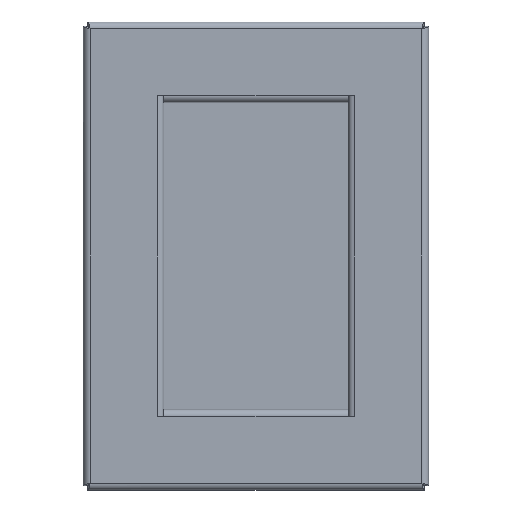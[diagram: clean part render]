
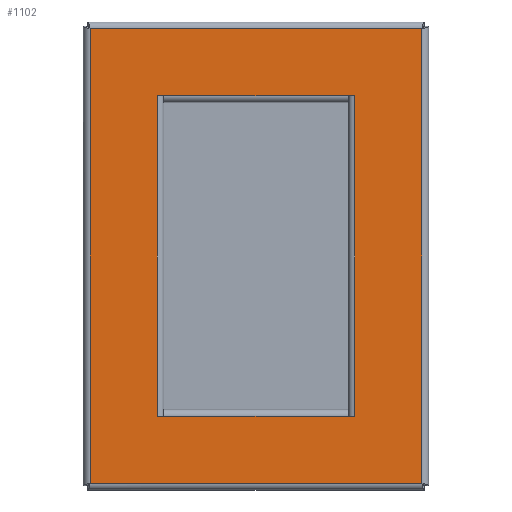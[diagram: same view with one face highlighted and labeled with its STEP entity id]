
A CAD part, front view. The second image highlights one B-rep face of the part: STEP entity #1102.
In plain terms, the highlighted planar face has unit normal (0, -1, 0).
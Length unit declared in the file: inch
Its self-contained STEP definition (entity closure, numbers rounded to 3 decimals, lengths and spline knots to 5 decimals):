
#86 = VECTOR ( 'NONE', #5616, 39.37008 ) ;
#88 = CARTESIAN_POINT ( 'NONE',  ( -1.608, 0., 2.60792 ) ) ;
#113 = CARTESIAN_POINT ( 'NONE',  ( 1.608, 0., -2.608 ) ) ;
#122 = VERTEX_POINT ( 'NONE', #5637 ) ;
#173 = EDGE_CURVE ( 'NONE', #6338, #4085, #6345, .T. ) ;
#259 = DIRECTION ( 'NONE',  ( 0., 0., -1. ) ) ;
#264 = VERTEX_POINT ( 'NONE', #6478 ) ;
#282 = FACE_OUTER_BOUND ( 'NONE', #5391, .T. ) ;
#438 = LINE ( 'NONE', #5664, #2264 ) ;
#453 = LINE ( 'NONE', #2545, #4344 ) ;
#595 = EDGE_CURVE ( 'NONE', #5259, #122, #3139, .T. ) ;
#626 = EDGE_CURVE ( 'NONE', #3204, #4612, #5047, .T. ) ;
#668 = EDGE_CURVE ( 'NONE', #956, #3603, #4976, .T. ) ;
#737 = EDGE_CURVE ( 'NONE', #4232, #3204, #3989, .T. ) ;
#814 = EDGE_CURVE ( 'NONE', #122, #6338, #4704, .T. ) ;
#956 = VERTEX_POINT ( 'NONE', #2747 ) ;
#985 = DIRECTION ( 'NONE',  ( 0., 0., -1. ) ) ;
#992 = ORIENTED_EDGE ( 'NONE', *, *, #814, .T. ) ;
#1086 = ORIENTED_EDGE ( 'NONE', *, *, #737, .T. ) ;
#1102 = ADVANCED_FACE ( 'NONE', ( #4464, #282 ), #4361, .T. ) ;
#1161 = DIRECTION ( 'NONE',  ( 0., 0., 1. ) ) ;
#1204 = CARTESIAN_POINT ( 'NONE',  ( -1.608, 0., 2.608 ) ) ;
#1250 = ORIENTED_EDGE ( 'NONE', *, *, #3115, .T. ) ;
#1275 = CARTESIAN_POINT ( 'NONE',  ( 2.7045, 0., 3.7045 ) ) ;
#1332 = CARTESIAN_POINT ( 'NONE',  ( -1.49992, 0., 2.608 ) ) ;
#1357 = DIRECTION ( 'NONE',  ( -1., 0., 0. ) ) ;
#1431 = EDGE_CURVE ( 'NONE', #3635, #2005, #5484, .T. ) ;
#1503 = CARTESIAN_POINT ( 'NONE',  ( -2.7045, 0., -3.7045 ) ) ;
#1530 = EDGE_CURVE ( 'NONE', #2005, #5508, #2959, .T. ) ;
#1618 = VECTOR ( 'NONE', #1161, 39.37008 ) ;
#1705 = DIRECTION ( 'NONE',  ( -1., 0., 0. ) ) ;
#1747 = ORIENTED_EDGE ( 'NONE', *, *, #2430, .T. ) ;
#1844 = LINE ( 'NONE', #1332, #5011 ) ;
#1933 = CARTESIAN_POINT ( 'NONE',  ( 1.49992, 0., -2.608 ) ) ;
#1997 = DIRECTION ( 'NONE',  ( 1., 0., 0. ) ) ;
#2005 = VERTEX_POINT ( 'NONE', #6605 ) ;
#2056 = DIRECTION ( 'NONE',  ( 0., 0., 1. ) ) ;
#2151 = DIRECTION ( 'NONE',  ( 1., 0., 0. ) ) ;
#2158 = DIRECTION ( 'NONE',  ( 0., 0., 1. ) ) ;
#2213 = LINE ( 'NONE', #3271, #3604 ) ;
#2264 = VECTOR ( 'NONE', #985, 39.37008 ) ;
#2430 = EDGE_CURVE ( 'NONE', #3176, #4232, #3789, .T. ) ;
#2444 = CARTESIAN_POINT ( 'NONE',  ( -1.49992, 0., 2.608 ) ) ;
#2536 = ORIENTED_EDGE ( 'NONE', *, *, #1530, .T. ) ;
#2540 = ORIENTED_EDGE ( 'NONE', *, *, #595, .T. ) ;
#2545 = CARTESIAN_POINT ( 'NONE',  ( -2.8125, 0., -2.608 ) ) ;
#2584 = EDGE_LOOP ( 'NONE', ( #6729, #1747, #1086, #5379, #1250, #6672, #2965, #5202, #2861, #6654, #4765, #2536 ) ) ;
#2704 = VECTOR ( 'NONE', #259, 39.37008 ) ;
#2720 = EDGE_CURVE ( 'NONE', #4085, #5259, #438, .T. ) ;
#2747 = CARTESIAN_POINT ( 'NONE',  ( -1.49992, 0., -2.608 ) ) ;
#2801 = CARTESIAN_POINT ( 'NONE',  ( -1.608, 0., -3.8125 ) ) ;
#2861 = ORIENTED_EDGE ( 'NONE', *, *, #3402, .T. ) ;
#2959 = LINE ( 'NONE', #2444, #6628 ) ;
#2965 = ORIENTED_EDGE ( 'NONE', *, *, #4041, .T. ) ;
#3019 = CARTESIAN_POINT ( 'NONE',  ( 2.7045, 0., -3.8125 ) ) ;
#3115 = EDGE_CURVE ( 'NONE', #4612, #956, #453, .T. ) ;
#3127 = CARTESIAN_POINT ( 'NONE',  ( 1.49992, 0., -2.608 ) ) ;
#3139 = LINE ( 'NONE', #5226, #5865 ) ;
#3176 = VERTEX_POINT ( 'NONE', #6383 ) ;
#3204 = VERTEX_POINT ( 'NONE', #113 ) ;
#3257 = VECTOR ( 'NONE', #6118, 39.37008 ) ;
#3271 = CARTESIAN_POINT ( 'NONE',  ( 1.608, 0., -3.8125 ) ) ;
#3386 = CARTESIAN_POINT ( 'NONE',  ( -1.49992, 0., 2.608 ) ) ;
#3402 = EDGE_CURVE ( 'NONE', #5805, #3980, #6715, .T. ) ;
#3474 = EDGE_CURVE ( 'NONE', #264, #5805, #6349, .T. ) ;
#3603 = VERTEX_POINT ( 'NONE', #6476 ) ;
#3604 = VECTOR ( 'NONE', #4776, 39.37008 ) ;
#3635 = VERTEX_POINT ( 'NONE', #3386 ) ;
#3712 = VECTOR ( 'NONE', #4823, 39.37008 ) ;
#3789 = LINE ( 'NONE', #5907, #3712 ) ;
#3793 = DIRECTION ( 'NONE',  ( -1., 0., 0. ) ) ;
#3911 = VECTOR ( 'NONE', #2056, 39.37008 ) ;
#3980 = VERTEX_POINT ( 'NONE', #1204 ) ;
#3989 = LINE ( 'NONE', #5554, #2704 ) ;
#4041 = EDGE_CURVE ( 'NONE', #3603, #264, #5977, .T. ) ;
#4085 = VERTEX_POINT ( 'NONE', #5436 ) ;
#4126 = VECTOR ( 'NONE', #3793, 39.37008 ) ;
#4232 = VERTEX_POINT ( 'NONE', #5265 ) ;
#4238 = VECTOR ( 'NONE', #1705, 39.37008 ) ;
#4316 = CARTESIAN_POINT ( 'NONE',  ( -2.8125, 0., 3.7045 ) ) ;
#4344 = VECTOR ( 'NONE', #4631, 39.37008 ) ;
#4361 = PLANE ( 'NONE',  #4683 ) ;
#4464 = FACE_BOUND ( 'NONE', #2584, .T. ) ;
#4475 = CARTESIAN_POINT ( 'NONE',  ( 1.49992, 0., -2.608 ) ) ;
#4505 = EDGE_CURVE ( 'NONE', #3980, #3635, #1844, .T. ) ;
#4612 = VERTEX_POINT ( 'NONE', #3127 ) ;
#4631 = DIRECTION ( 'NONE',  ( -1., 0., 0. ) ) ;
#4683 = AXIS2_PLACEMENT_3D ( 'NONE', #6560, #5038, #4901 ) ;
#4704 = LINE ( 'NONE', #3019, #86 ) ;
#4765 = ORIENTED_EDGE ( 'NONE', *, *, #1431, .T. ) ;
#4776 = DIRECTION ( 'NONE',  ( 0., 0., -1. ) ) ;
#4823 = DIRECTION ( 'NONE',  ( 0., 0., -1. ) ) ;
#4828 = CARTESIAN_POINT ( 'NONE',  ( -1.608, 0., -3.8125 ) ) ;
#4900 = ORIENTED_EDGE ( 'NONE', *, *, #2720, .T. ) ;
#4901 = DIRECTION ( 'NONE',  ( 0., 0., -1. ) ) ;
#4976 = LINE ( 'NONE', #1933, #4238 ) ;
#5011 = VECTOR ( 'NONE', #5494, 39.37008 ) ;
#5038 = DIRECTION ( 'NONE',  ( 0., -1., 0. ) ) ;
#5047 = LINE ( 'NONE', #4475, #5972 ) ;
#5202 = ORIENTED_EDGE ( 'NONE', *, *, #3474, .T. ) ;
#5226 = CARTESIAN_POINT ( 'NONE',  ( -2.8125, 0., -3.7045 ) ) ;
#5259 = VERTEX_POINT ( 'NONE', #1503 ) ;
#5265 = CARTESIAN_POINT ( 'NONE',  ( 1.608, 0., -2.60792 ) ) ;
#5379 = ORIENTED_EDGE ( 'NONE', *, *, #626, .T. ) ;
#5391 = EDGE_LOOP ( 'NONE', ( #6201, #4900, #2540, #992 ) ) ;
#5436 = CARTESIAN_POINT ( 'NONE',  ( -2.7045, 0., 3.7045 ) ) ;
#5484 = LINE ( 'NONE', #6625, #3257 ) ;
#5494 = DIRECTION ( 'NONE',  ( 1., 0., 0. ) ) ;
#5508 = VERTEX_POINT ( 'NONE', #5780 ) ;
#5554 = CARTESIAN_POINT ( 'NONE',  ( 1.608, 0., -3.8125 ) ) ;
#5616 = DIRECTION ( 'NONE',  ( 0., 0., 1. ) ) ;
#5637 = CARTESIAN_POINT ( 'NONE',  ( 2.7045, 0., -3.7045 ) ) ;
#5664 = CARTESIAN_POINT ( 'NONE',  ( -2.7045, 0., -3.8125 ) ) ;
#5775 = EDGE_CURVE ( 'NONE', #5508, #3176, #2213, .T. ) ;
#5780 = CARTESIAN_POINT ( 'NONE',  ( 1.608, 0., 2.608 ) ) ;
#5805 = VERTEX_POINT ( 'NONE', #88 ) ;
#5865 = VECTOR ( 'NONE', #2151, 39.37008 ) ;
#5907 = CARTESIAN_POINT ( 'NONE',  ( 1.608, 0., -3.8125 ) ) ;
#5972 = VECTOR ( 'NONE', #1357, 39.37008 ) ;
#5977 = LINE ( 'NONE', #4828, #1618 ) ;
#6118 = DIRECTION ( 'NONE',  ( 1., 0., 0. ) ) ;
#6143 = CARTESIAN_POINT ( 'NONE',  ( -1.608, 0., -3.8125 ) ) ;
#6201 = ORIENTED_EDGE ( 'NONE', *, *, #173, .T. ) ;
#6291 = VECTOR ( 'NONE', #2158, 39.37008 ) ;
#6338 = VERTEX_POINT ( 'NONE', #1275 ) ;
#6345 = LINE ( 'NONE', #4316, #4126 ) ;
#6349 = LINE ( 'NONE', #2801, #6291 ) ;
#6383 = CARTESIAN_POINT ( 'NONE',  ( 1.608, 0., 2.60792 ) ) ;
#6476 = CARTESIAN_POINT ( 'NONE',  ( -1.608, 0., -2.608 ) ) ;
#6478 = CARTESIAN_POINT ( 'NONE',  ( -1.608, 0., -2.60792 ) ) ;
#6560 = CARTESIAN_POINT ( 'NONE',  ( -2.8125, 0., -3.8125 ) ) ;
#6605 = CARTESIAN_POINT ( 'NONE',  ( 1.49992, 0., 2.608 ) ) ;
#6625 = CARTESIAN_POINT ( 'NONE',  ( -2.8125, 0., 2.608 ) ) ;
#6628 = VECTOR ( 'NONE', #1997, 39.37008 ) ;
#6654 = ORIENTED_EDGE ( 'NONE', *, *, #4505, .T. ) ;
#6672 = ORIENTED_EDGE ( 'NONE', *, *, #668, .T. ) ;
#6715 = LINE ( 'NONE', #6143, #3911 ) ;
#6729 = ORIENTED_EDGE ( 'NONE', *, *, #5775, .T. ) ;
